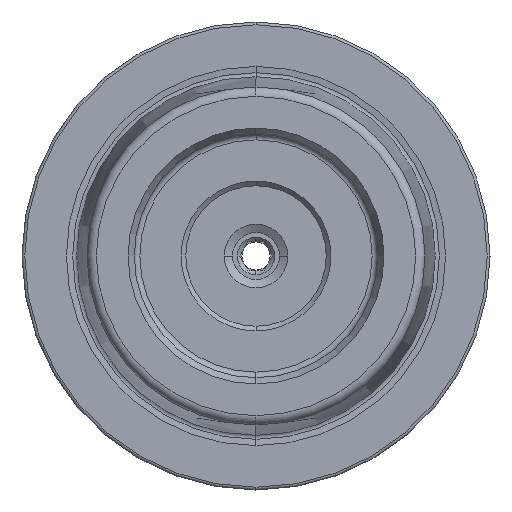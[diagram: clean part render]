
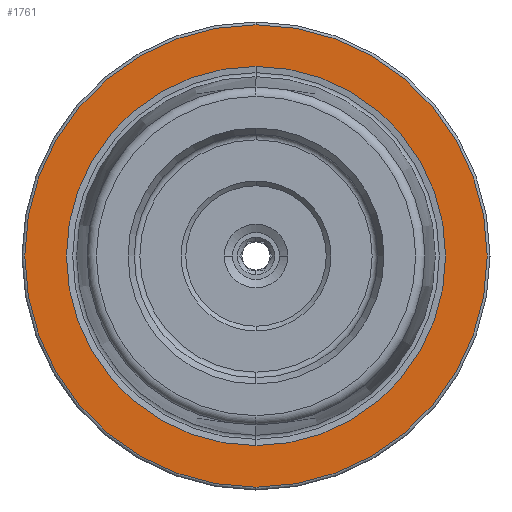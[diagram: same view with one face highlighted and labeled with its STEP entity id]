
A CAD part, left-side view. The second image highlights one B-rep face of the part: STEP entity #1761.
In plain terms, the highlighted planar face has unit normal (-1, 0, 0).
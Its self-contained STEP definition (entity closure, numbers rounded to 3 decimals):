
#54 = CARTESIAN_POINT ( 'NONE',  ( 0., 0., 0. ) ) ;
#57 = VERTEX_POINT ( 'NONE', #839 ) ;
#72 = EDGE_CURVE ( 'NONE', #622, #3700, #3309, .T. ) ;
#219 = ORIENTED_EDGE ( 'NONE', *, *, #2308, .T. ) ;
#416 = CARTESIAN_POINT ( 'NONE',  ( 0., 0., 0. ) ) ;
#452 = FACE_OUTER_BOUND ( 'NONE', #3084, .T. ) ;
#488 = DIRECTION ( 'NONE',  ( 0., 0., 1. ) ) ;
#622 = VERTEX_POINT ( 'NONE', #1490 ) ;
#787 = CIRCLE ( 'NONE', #3659, 20.258 ) ;
#839 = CARTESIAN_POINT ( 'NONE',  ( 0., 0., -24.7 ) ) ;
#863 = DIRECTION ( 'NONE',  ( 0., 0., 1. ) ) ;
#983 = AXIS2_PLACEMENT_3D ( 'NONE', #54, #3142, #488 ) ;
#1010 = ORIENTED_EDGE ( 'NONE', *, *, #72, .F. ) ;
#1127 = VERTEX_POINT ( 'NONE', #3694 ) ;
#1227 = DIRECTION ( 'NONE',  ( -1., 0., 0. ) ) ;
#1334 = DIRECTION ( 'NONE',  ( -1., 0., 0. ) ) ;
#1369 = DIRECTION ( 'NONE',  ( 0., 0., 1. ) ) ;
#1490 = CARTESIAN_POINT ( 'NONE',  ( 0., 0., -20.258 ) ) ;
#1761 = ADVANCED_FACE ( 'NONE', ( #3992, #452 ), #5515, .F. ) ;
#2012 = DIRECTION ( 'NONE',  ( 0., 0., -1. ) ) ;
#2048 = EDGE_LOOP ( 'NONE', ( #2883, #1010 ) ) ;
#2069 = AXIS2_PLACEMENT_3D ( 'NONE', #4184, #4648, #2012 ) ;
#2178 = CARTESIAN_POINT ( 'NONE',  ( 0., 0., 20.258 ) ) ;
#2308 = EDGE_CURVE ( 'NONE', #57, #1127, #3817, .T. ) ;
#2473 = EDGE_CURVE ( 'NONE', #3700, #622, #787, .T. ) ;
#2883 = ORIENTED_EDGE ( 'NONE', *, *, #2473, .F. ) ;
#3084 = EDGE_LOOP ( 'NONE', ( #5739, #219 ) ) ;
#3142 = DIRECTION ( 'NONE',  ( -1., 0., 0. ) ) ;
#3309 = CIRCLE ( 'NONE', #4770, 20.258 ) ;
#3510 = DIRECTION ( 'NONE',  ( -1., 0., 0. ) ) ;
#3659 = AXIS2_PLACEMENT_3D ( 'NONE', #416, #3510, #863 ) ;
#3694 = CARTESIAN_POINT ( 'NONE',  ( 0., 0., 24.7 ) ) ;
#3700 = VERTEX_POINT ( 'NONE', #2178 ) ;
#3817 = CIRCLE ( 'NONE', #4079, 24.7 ) ;
#3868 = CARTESIAN_POINT ( 'NONE',  ( 0., 0., 0. ) ) ;
#3992 = FACE_BOUND ( 'NONE', #2048, .T. ) ;
#4079 = AXIS2_PLACEMENT_3D ( 'NONE', #3868, #1227, #4314 ) ;
#4184 = CARTESIAN_POINT ( 'NONE',  ( 0., 24.7, 0. ) ) ;
#4314 = DIRECTION ( 'NONE',  ( 0., 0., 1. ) ) ;
#4335 = CARTESIAN_POINT ( 'NONE',  ( 0., 0., 0. ) ) ;
#4648 = DIRECTION ( 'NONE',  ( 1., 0., 0. ) ) ;
#4770 = AXIS2_PLACEMENT_3D ( 'NONE', #4335, #1334, #1369 ) ;
#5055 = CIRCLE ( 'NONE', #983, 24.7 ) ;
#5069 = EDGE_CURVE ( 'NONE', #1127, #57, #5055, .T. ) ;
#5515 = PLANE ( 'NONE',  #2069 ) ;
#5739 = ORIENTED_EDGE ( 'NONE', *, *, #5069, .T. ) ;
